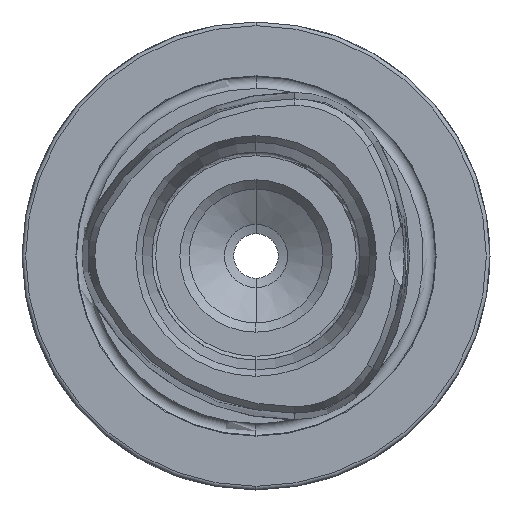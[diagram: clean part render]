
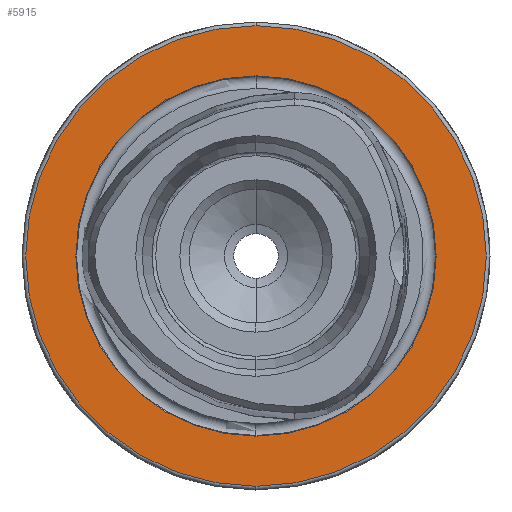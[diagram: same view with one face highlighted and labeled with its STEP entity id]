
A CAD part, left-side view. The second image highlights one B-rep face of the part: STEP entity #5915.
In plain terms, the highlighted planar face has unit normal (-1, 0, 0).
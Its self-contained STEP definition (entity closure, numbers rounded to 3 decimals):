
#18 = VERTEX_POINT ( 'NONE', #5167 ) ;
#135 = CARTESIAN_POINT ( 'NONE',  ( 0., 0., 0. ) ) ;
#310 = AXIS2_PLACEMENT_3D ( 'NONE', #13359, #3138, #11102 ) ;
#606 = ORIENTED_EDGE ( 'NONE', *, *, #5538, .F. ) ;
#1272 = EDGE_CURVE ( 'NONE', #7709, #8444, #11109, .T. ) ;
#1614 = CARTESIAN_POINT ( 'NONE',  ( 0., 0., 0. ) ) ;
#2971 = CIRCLE ( 'NONE', #10646, 24.25 ) ;
#3138 = DIRECTION ( 'NONE',  ( 1., 0., 0. ) ) ;
#3403 = DIRECTION ( 'NONE',  ( 0., 0., 1. ) ) ;
#3762 = DIRECTION ( 'NONE',  ( 0., 0., 1. ) ) ;
#3802 = DIRECTION ( 'NONE',  ( 0., 0., 1. ) ) ;
#4029 = CIRCLE ( 'NONE', #12810, 31. ) ;
#4707 = DIRECTION ( 'NONE',  ( -1., 0., 0. ) ) ;
#4951 = AXIS2_PLACEMENT_3D ( 'NONE', #11798, #6040, #3802 ) ;
#5047 = CARTESIAN_POINT ( 'NONE',  ( 0., 0., 24.25 ) ) ;
#5167 = CARTESIAN_POINT ( 'NONE',  ( 0., 0., -24.25 ) ) ;
#5538 = EDGE_CURVE ( 'NONE', #13221, #18, #7974, .T. ) ;
#5915 = ADVANCED_FACE ( 'NONE', ( #9908, #6896 ), #8996, .F. ) ;
#6040 = DIRECTION ( 'NONE',  ( -1., 0., 0. ) ) ;
#6896 = FACE_OUTER_BOUND ( 'NONE', #12934, .T. ) ;
#7709 = VERTEX_POINT ( 'NONE', #14510 ) ;
#7887 = ORIENTED_EDGE ( 'NONE', *, *, #1272, .T. ) ;
#7974 = CIRCLE ( 'NONE', #4951, 24.25 ) ;
#8214 = CARTESIAN_POINT ( 'NONE',  ( 0., 0., -31. ) ) ;
#8444 = VERTEX_POINT ( 'NONE', #8214 ) ;
#8996 = PLANE ( 'NONE',  #310 ) ;
#9064 = EDGE_LOOP ( 'NONE', ( #606, #9885 ) ) ;
#9885 = ORIENTED_EDGE ( 'NONE', *, *, #10221, .F. ) ;
#9908 = FACE_BOUND ( 'NONE', #9064, .T. ) ;
#10221 = EDGE_CURVE ( 'NONE', #18, #13221, #2971, .T. ) ;
#10251 = DIRECTION ( 'NONE',  ( -1., 0., 0. ) ) ;
#10324 = CARTESIAN_POINT ( 'NONE',  ( 0., 0., 0. ) ) ;
#10525 = ORIENTED_EDGE ( 'NONE', *, *, #11448, .T. ) ;
#10646 = AXIS2_PLACEMENT_3D ( 'NONE', #1614, #11763, #3762 ) ;
#11102 = DIRECTION ( 'NONE',  ( 0., 0., -1. ) ) ;
#11109 = CIRCLE ( 'NONE', #12893, 31. ) ;
#11392 = DIRECTION ( 'NONE',  ( 0., 0., 1. ) ) ;
#11448 = EDGE_CURVE ( 'NONE', #8444, #7709, #4029, .T. ) ;
#11763 = DIRECTION ( 'NONE',  ( -1., 0., 0. ) ) ;
#11798 = CARTESIAN_POINT ( 'NONE',  ( 0., 0., 0. ) ) ;
#12810 = AXIS2_PLACEMENT_3D ( 'NONE', #10324, #4707, #3403 ) ;
#12893 = AXIS2_PLACEMENT_3D ( 'NONE', #135, #10251, #11392 ) ;
#12934 = EDGE_LOOP ( 'NONE', ( #7887, #10525 ) ) ;
#13221 = VERTEX_POINT ( 'NONE', #5047 ) ;
#13359 = CARTESIAN_POINT ( 'NONE',  ( 0., 24.25, 0. ) ) ;
#14510 = CARTESIAN_POINT ( 'NONE',  ( 0., 0., 31. ) ) ;
